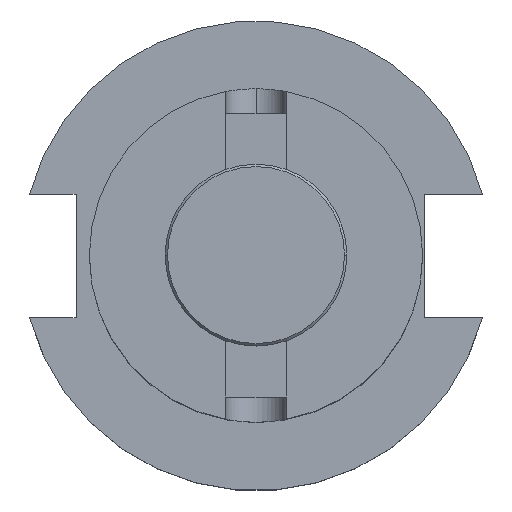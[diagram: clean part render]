
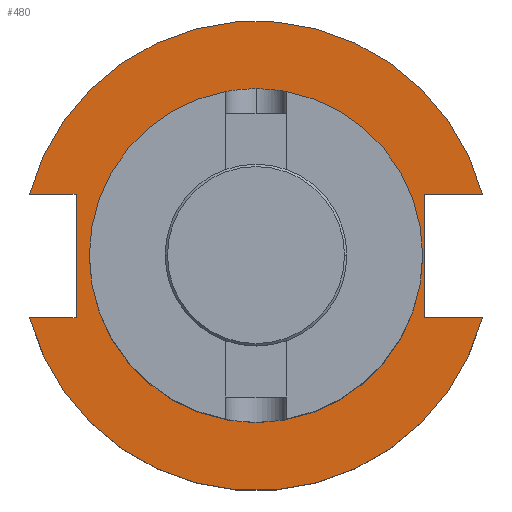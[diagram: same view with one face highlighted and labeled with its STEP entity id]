
A CAD part, top view. The second image highlights one B-rep face of the part: STEP entity #480.
In plain terms, the highlighted planar face has unit normal (0, 0, 1).
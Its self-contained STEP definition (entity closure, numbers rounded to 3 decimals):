
#32 = FACE_OUTER_BOUND ( 'NONE', #422, .T. ) ;
#37 = CARTESIAN_POINT ( 'NONE',  ( -63.719, 12.954, 19.05 ) ) ;
#52 = CARTESIAN_POINT ( 'NONE',  ( -63.719, -12.954, 19.05 ) ) ;
#73 = LINE ( 'NONE', #1059, #1006 ) ;
#74 = CARTESIAN_POINT ( 'NONE',  ( 0., 0., 19.05 ) ) ;
#152 = CARTESIAN_POINT ( 'NONE',  ( 35.306, -12.954, 19.05 ) ) ;
#168 = EDGE_CURVE ( 'NONE', #1804, #1618, #2031, .T. ) ;
#184 = DIRECTION ( 'NONE',  ( 0., 0., 1. ) ) ;
#185 = LINE ( 'NONE', #1832, #629 ) ;
#220 = VECTOR ( 'NONE', #2257, 1000. ) ;
#235 = VERTEX_POINT ( 'NONE', #1466 ) ;
#240 = CARTESIAN_POINT ( 'NONE',  ( 47.477, -12.954, 19.05 ) ) ;
#261 = VERTEX_POINT ( 'NONE', #152 ) ;
#273 = LINE ( 'NONE', #1755, #1638 ) ;
#275 = VECTOR ( 'NONE', #293, 1000. ) ;
#293 = DIRECTION ( 'NONE',  ( -1., 0., 0. ) ) ;
#319 = AXIS2_PLACEMENT_3D ( 'NONE', #593, #184, #437 ) ;
#393 = AXIS2_PLACEMENT_3D ( 'NONE', #74, #2306, #1121 ) ;
#402 = EDGE_CURVE ( 'NONE', #1935, #235, #273, .T. ) ;
#422 = EDGE_LOOP ( 'NONE', ( #2340, #2114, #931, #1847, #1603, #431, #792, #1505 ) ) ;
#427 = LINE ( 'NONE', #2037, #2329 ) ;
#431 = ORIENTED_EDGE ( 'NONE', *, *, #1313, .F. ) ;
#437 = DIRECTION ( 'NONE',  ( 1., 0., 0. ) ) ;
#452 = VERTEX_POINT ( 'NONE', #2168 ) ;
#480 = ADVANCED_FACE ( 'NONE', ( #534, #32 ), #505, .T. ) ;
#505 = PLANE ( 'NONE',  #1403 ) ;
#529 = VERTEX_POINT ( 'NONE', #2191 ) ;
#534 = FACE_BOUND ( 'NONE', #1329, .T. ) ;
#567 = AXIS2_PLACEMENT_3D ( 'NONE', #2236, #1347, #2226 ) ;
#586 = CIRCLE ( 'NONE', #567, 34.925 ) ;
#593 = CARTESIAN_POINT ( 'NONE',  ( 0., 0., 19.05 ) ) ;
#629 = VECTOR ( 'NONE', #2005, 1000. ) ;
#650 = DIRECTION ( 'NONE',  ( 0., 1., 0. ) ) ;
#773 = LINE ( 'NONE', #37, #275 ) ;
#792 = ORIENTED_EDGE ( 'NONE', *, *, #402, .F. ) ;
#818 = CARTESIAN_POINT ( 'NONE',  ( -37.719, -12.954, 19.05 ) ) ;
#903 = EDGE_CURVE ( 'NONE', #1790, #1367, #1988, .T. ) ;
#907 = EDGE_CURVE ( 'NONE', #529, #1191, #586, .T. ) ;
#914 = DIRECTION ( 'NONE',  ( 1., 0., 0. ) ) ;
#931 = ORIENTED_EDGE ( 'NONE', *, *, #2144, .F. ) ;
#1006 = VECTOR ( 'NONE', #1419, 1000. ) ;
#1038 = ORIENTED_EDGE ( 'NONE', *, *, #1195, .F. ) ;
#1059 = CARTESIAN_POINT ( 'NONE',  ( 35.306, 12.954, 19.05 ) ) ;
#1076 = DIRECTION ( 'NONE',  ( 1., 0., 0. ) ) ;
#1085 = CARTESIAN_POINT ( 'NONE',  ( -47.477, -12.954, 19.05 ) ) ;
#1094 = CARTESIAN_POINT ( 'NONE',  ( 0., 0., 19.05 ) ) ;
#1121 = DIRECTION ( 'NONE',  ( 1., 0., 0. ) ) ;
#1191 = VERTEX_POINT ( 'NONE', #1866 ) ;
#1195 = EDGE_CURVE ( 'NONE', #1191, #529, #1479, .T. ) ;
#1207 = LINE ( 'NONE', #52, #220 ) ;
#1313 = EDGE_CURVE ( 'NONE', #235, #1618, #773, .T. ) ;
#1329 = EDGE_LOOP ( 'NONE', ( #1038, #1972 ) ) ;
#1347 = DIRECTION ( 'NONE',  ( 0., 0., 1. ) ) ;
#1367 = VERTEX_POINT ( 'NONE', #240 ) ;
#1403 = AXIS2_PLACEMENT_3D ( 'NONE', #2158, #2146, #1447 ) ;
#1419 = DIRECTION ( 'NONE',  ( -1., 0., 0. ) ) ;
#1447 = DIRECTION ( 'NONE',  ( 1., 0., 0. ) ) ;
#1449 = CARTESIAN_POINT ( 'NONE',  ( 47.477, 12.954, 19.05 ) ) ;
#1466 = CARTESIAN_POINT ( 'NONE',  ( -37.719, 12.954, 19.05 ) ) ;
#1479 = CIRCLE ( 'NONE', #393, 34.925 ) ;
#1505 = ORIENTED_EDGE ( 'NONE', *, *, #2385, .F. ) ;
#1603 = ORIENTED_EDGE ( 'NONE', *, *, #168, .T. ) ;
#1618 = VERTEX_POINT ( 'NONE', #1770 ) ;
#1638 = VECTOR ( 'NONE', #650, 1000. ) ;
#1740 = EDGE_CURVE ( 'NONE', #1804, #452, #73, .T. ) ;
#1755 = CARTESIAN_POINT ( 'NONE',  ( -37.719, 12.954, 19.05 ) ) ;
#1770 = CARTESIAN_POINT ( 'NONE',  ( -47.477, 12.954, 19.05 ) ) ;
#1790 = VERTEX_POINT ( 'NONE', #1085 ) ;
#1804 = VERTEX_POINT ( 'NONE', #1449 ) ;
#1832 = CARTESIAN_POINT ( 'NONE',  ( 35.306, 12.954, 19.05 ) ) ;
#1847 = ORIENTED_EDGE ( 'NONE', *, *, #1740, .F. ) ;
#1866 = CARTESIAN_POINT ( 'NONE',  ( 34.925, 0., 19.05 ) ) ;
#1935 = VERTEX_POINT ( 'NONE', #818 ) ;
#1972 = ORIENTED_EDGE ( 'NONE', *, *, #907, .F. ) ;
#1988 = CIRCLE ( 'NONE', #319, 49.212 ) ;
#2005 = DIRECTION ( 'NONE',  ( 0., -1., 0. ) ) ;
#2031 = CIRCLE ( 'NONE', #2091, 49.212 ) ;
#2037 = CARTESIAN_POINT ( 'NONE',  ( 35.306, -12.954, 19.05 ) ) ;
#2041 = EDGE_CURVE ( 'NONE', #261, #1367, #427, .T. ) ;
#2091 = AXIS2_PLACEMENT_3D ( 'NONE', #1094, #2194, #914 ) ;
#2114 = ORIENTED_EDGE ( 'NONE', *, *, #2041, .F. ) ;
#2144 = EDGE_CURVE ( 'NONE', #452, #261, #185, .T. ) ;
#2146 = DIRECTION ( 'NONE',  ( 0., 0., 1. ) ) ;
#2158 = CARTESIAN_POINT ( 'NONE',  ( 0., 49.212, 19.05 ) ) ;
#2168 = CARTESIAN_POINT ( 'NONE',  ( 35.306, 12.954, 19.05 ) ) ;
#2191 = CARTESIAN_POINT ( 'NONE',  ( -34.925, 0., 19.05 ) ) ;
#2194 = DIRECTION ( 'NONE',  ( 0., 0., 1. ) ) ;
#2226 = DIRECTION ( 'NONE',  ( 1., 0., 0. ) ) ;
#2236 = CARTESIAN_POINT ( 'NONE',  ( 0., 0., 19.05 ) ) ;
#2257 = DIRECTION ( 'NONE',  ( 1., 0., 0. ) ) ;
#2306 = DIRECTION ( 'NONE',  ( 0., 0., 1. ) ) ;
#2329 = VECTOR ( 'NONE', #1076, 1000. ) ;
#2340 = ORIENTED_EDGE ( 'NONE', *, *, #903, .T. ) ;
#2385 = EDGE_CURVE ( 'NONE', #1790, #1935, #1207, .T. ) ;
